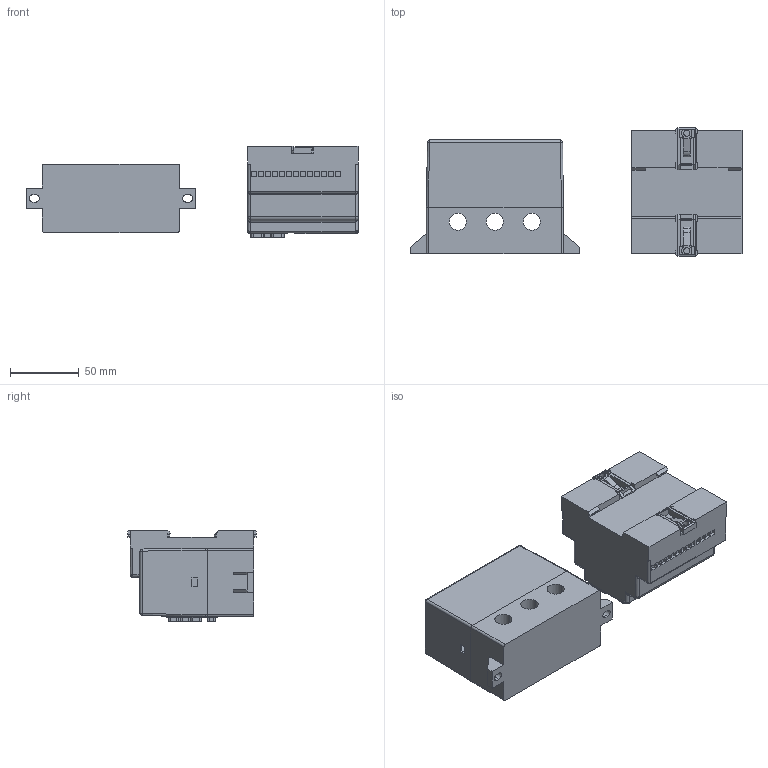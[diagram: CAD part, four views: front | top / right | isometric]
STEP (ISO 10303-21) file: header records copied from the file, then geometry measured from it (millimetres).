
FILE_DESCRIPTION (( 'STEP AP214' ), '1' );
FILE_NAME ('67CDS16 1-100.STEP', '2025-04-12T07:56:44', ( '' ), ( 'Microsoft' ), 'SwSTEP 2.0', 'SolidWorks 2014', '' );
FILE_SCHEMA (( 'AUTOMOTIVE_DESIGN' ));
Length unit declared in the file: millimetre
Products named in the file (5): 67CDS16 1-100; CDS16; 絳寢諶; 菁釱; JD5Sｸﾇ
Assembly tree (5 placements, depth 2):
  67CDS16 1-100
    CDS16
    絳寢諶  x2
    菁釱
    JD5Sｸﾇ
Bounding box: 242.34 x 93.9 x 66.7 mm (x, y, z)
Volume: 555824.6 mm3; surface area: 106611.2 mm2
Topology: 5 solids, 5 shells, 712 faces, 1830 edges, 1166 vertices
Faces by surface type: plane 532, cylinder 156, bspline 18, torus 6
Entity records: 20588 total; most frequent: CARTESIAN_POINT 4338, ORIENTED_EDGE 3372, DIRECTION 3194, EDGE_CURVE 1686, VECTOR 1390, LINE 1390, VERTEX_POINT 1086, AXIS2_PLACEMENT_3D 902
